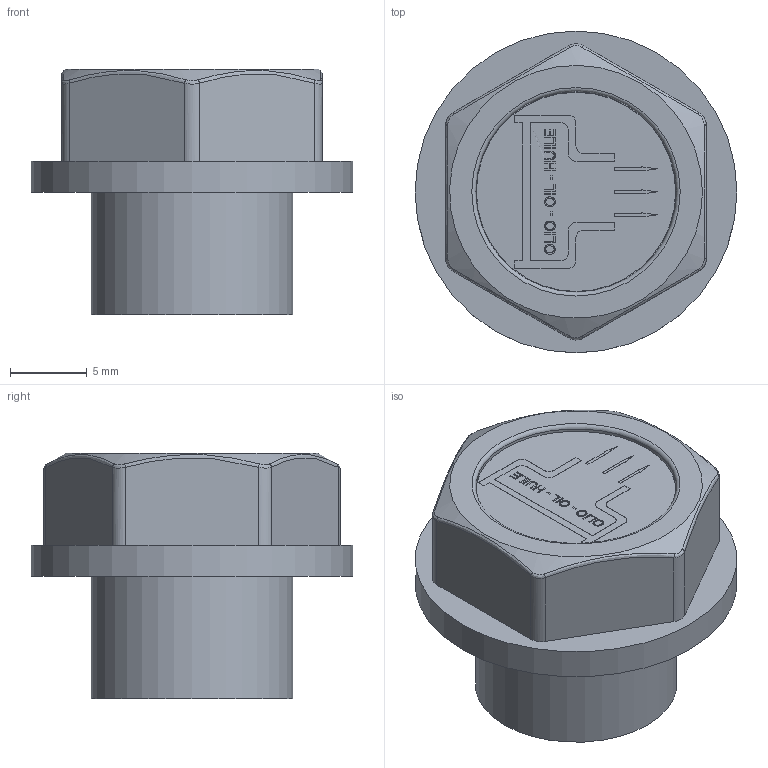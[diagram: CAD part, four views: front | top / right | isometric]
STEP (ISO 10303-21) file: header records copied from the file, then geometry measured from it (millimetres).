
FILE_DESCRIPTION( ( 'Unknown' ), '1' );
FILE_NAME( '6312032_TSO2.stp', 'Unknown', ( 'Unknown' ), ( 'Unknown' ), 'PSStep 14.0', 'Unknown', ' ' );
FILE_SCHEMA( ( 'AUTOMOTIVE_DESIGN { 1 0 10303 214 1 1 1 1 }' ) );
Length unit declared in the file: millimetre
Products named in the file (1): 6312505_TO2
Bounding box: 21 x 21 x 16 mm (x, y, z)
Volume: 2921 mm3; surface area: 1740.9 mm2
Topology: 1 solids, 1 shells, 180 faces, 443 edges, 291 vertices
Faces by surface type: plane 140, cylinder 19, bspline 12, extrusion 6, torus 2, cone 1
Full cylindrical faces by diameter (mm): 5 x1, 13 x1, 13.1 x1, 13.157 x1, 21 x1
Entity records: 8304 total; most frequent: CARTESIAN_POINT 2987, ORIENTED_EDGE 854, DIRECTION 638, EDGE_CURVE 427, VERTEX_POINT 289, EDGE_LOOP 220, VECTOR 218, LINE 212
